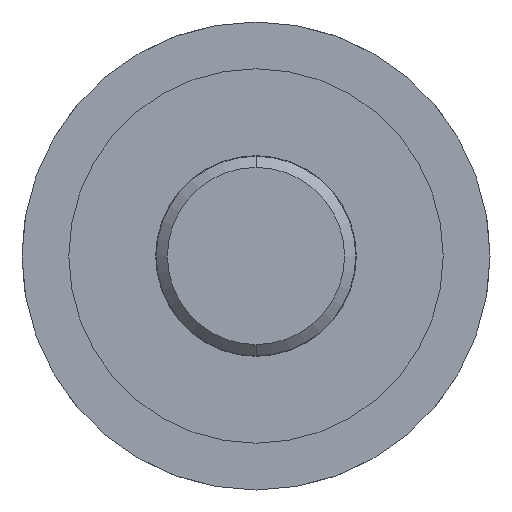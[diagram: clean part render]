
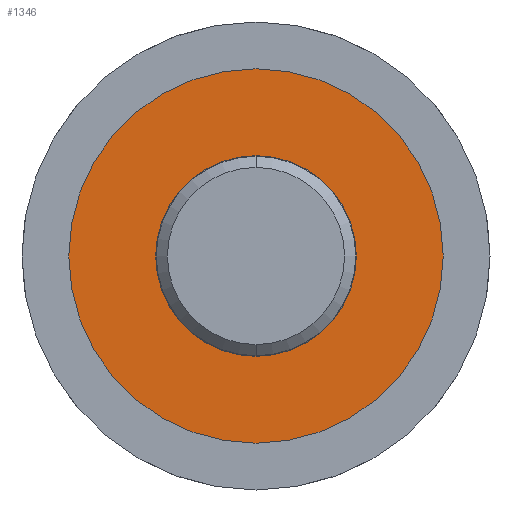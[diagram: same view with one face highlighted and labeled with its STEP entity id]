
A CAD part, front view. The second image highlights one B-rep face of the part: STEP entity #1346.
In plain terms, the highlighted planar face has unit normal (0, -1, 0).
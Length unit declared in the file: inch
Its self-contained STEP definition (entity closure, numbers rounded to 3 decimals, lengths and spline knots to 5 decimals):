
#53 = FACE_OUTER_BOUND ( 'NONE', #756, .T. ) ;
#102 = VERTEX_POINT ( 'NONE', #809 ) ;
#120 = EDGE_LOOP ( 'NONE', ( #1059, #1385 ) ) ;
#139 = CARTESIAN_POINT ( 'NONE',  ( 0., 0., 0. ) ) ;
#154 = DIRECTION ( 'NONE',  ( 0., 0., -1. ) ) ;
#159 = CARTESIAN_POINT ( 'NONE',  ( 0., 0., 0. ) ) ;
#192 = AXIS2_PLACEMENT_3D ( 'NONE', #997, #1214, #772 ) ;
#258 = CARTESIAN_POINT ( 'NONE',  ( 0., 0., 0.22047 ) ) ;
#262 = DIRECTION ( 'NONE',  ( 0., -1., 0. ) ) ;
#283 = CARTESIAN_POINT ( 'NONE',  ( 0., 0., -0.10433 ) ) ;
#296 = CIRCLE ( 'NONE', #637, 0.10433 ) ;
#315 = CIRCLE ( 'NONE', #1447, 0.22047 ) ;
#455 = EDGE_CURVE ( 'NONE', #102, #592, #1574, .T. ) ;
#482 = EDGE_CURVE ( 'NONE', #1231, #891, #315, .T. ) ;
#532 = DIRECTION ( 'NONE',  ( 0., 1., 0. ) ) ;
#592 = VERTEX_POINT ( 'NONE', #283 ) ;
#613 = AXIS2_PLACEMENT_3D ( 'NONE', #159, #532, #1381 ) ;
#637 = AXIS2_PLACEMENT_3D ( 'NONE', #1370, #262, #154 ) ;
#639 = DIRECTION ( 'NONE',  ( 0., 0., -1. ) ) ;
#657 = FACE_BOUND ( 'NONE', #120, .T. ) ;
#756 = EDGE_LOOP ( 'NONE', ( #1580, #976 ) ) ;
#772 = DIRECTION ( 'NONE',  ( 0., 0., -1. ) ) ;
#809 = CARTESIAN_POINT ( 'NONE',  ( 0., 0., 0.10433 ) ) ;
#815 = DIRECTION ( 'NONE',  ( 0., 0., -1. ) ) ;
#824 = DIRECTION ( 'NONE',  ( 0., -1., 0. ) ) ;
#891 = VERTEX_POINT ( 'NONE', #1079 ) ;
#976 = ORIENTED_EDGE ( 'NONE', *, *, #482, .T. ) ;
#997 = CARTESIAN_POINT ( 'NONE',  ( 0., 0., 0. ) ) ;
#1003 = EDGE_CURVE ( 'NONE', #891, #1231, #1497, .T. ) ;
#1059 = ORIENTED_EDGE ( 'NONE', *, *, #1509, .F. ) ;
#1079 = CARTESIAN_POINT ( 'NONE',  ( 0., 0., -0.22047 ) ) ;
#1096 = DIRECTION ( 'NONE',  ( 0., -1., 0. ) ) ;
#1214 = DIRECTION ( 'NONE',  ( 0., -1., 0. ) ) ;
#1231 = VERTEX_POINT ( 'NONE', #258 ) ;
#1346 = ADVANCED_FACE ( 'NONE', ( #657, #53 ), #1514, .F. ) ;
#1370 = CARTESIAN_POINT ( 'NONE',  ( 0., 0., 0. ) ) ;
#1381 = DIRECTION ( 'NONE',  ( 0., 0., 1. ) ) ;
#1385 = ORIENTED_EDGE ( 'NONE', *, *, #455, .F. ) ;
#1420 = CARTESIAN_POINT ( 'NONE',  ( 0., 0., 0. ) ) ;
#1447 = AXIS2_PLACEMENT_3D ( 'NONE', #139, #1096, #639 ) ;
#1497 = CIRCLE ( 'NONE', #1571, 0.22047 ) ;
#1509 = EDGE_CURVE ( 'NONE', #592, #102, #296, .T. ) ;
#1514 = PLANE ( 'NONE',  #613 ) ;
#1571 = AXIS2_PLACEMENT_3D ( 'NONE', #1420, #824, #815 ) ;
#1574 = CIRCLE ( 'NONE', #192, 0.10433 ) ;
#1580 = ORIENTED_EDGE ( 'NONE', *, *, #1003, .T. ) ;
